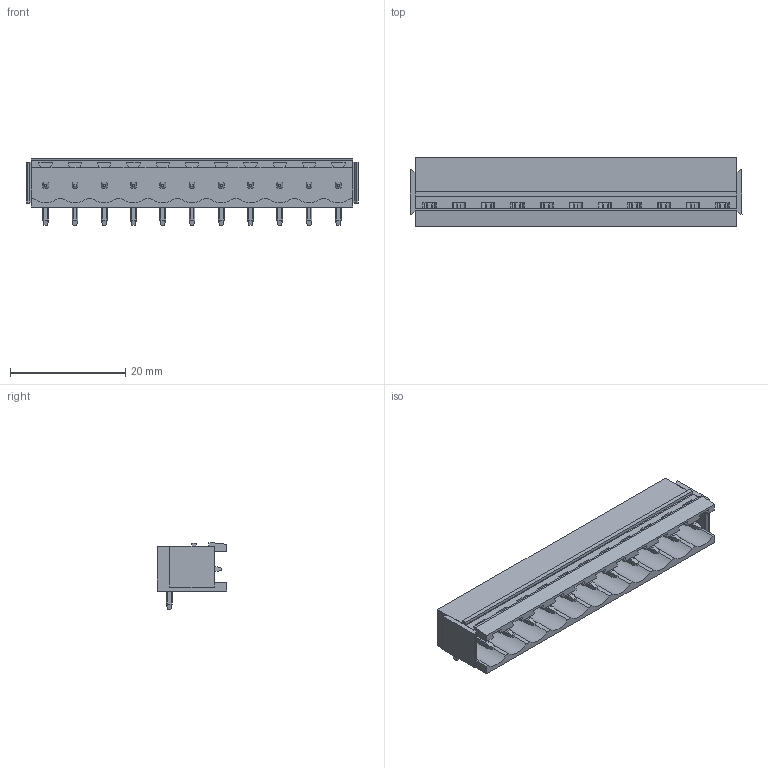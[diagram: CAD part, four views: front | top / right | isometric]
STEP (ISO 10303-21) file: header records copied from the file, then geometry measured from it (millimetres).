
FILE_DESCRIPTION(('CATIA V5 STEP Exchange','CAx-IF Rec.Pracs.--- Model Styling and Organization---1.2---2011-12-15'),'2;1');
FILE_NAME ('D1449413_0', '2018-10-27T09:28:47+00:00', ('none'), ('Weidmueller'), 'CATIA Version 5-6 Release 2014', 'CATIA V5 STEP AP214', 'none');
FILE_SCHEMA(('AUTOMOTIVE_DESIGN { 1 0 10303 214 1 1 1 1 }'));
Length unit declared in the file: millimetre
Products named in the file (1): 1155680000
Bounding box: 57.64 x 12 x 11.63 mm (x, y, z)
Volume: 2637.3 mm3; surface area: 4483.8 mm2
Topology: 12 solids, 12 shells, 575 faces, 1597 edges, 1024 vertices
Faces by surface type: plane 386, cylinder 189
Entity records: 16796 total; most frequent: CARTESIAN_POINT 3766, ORIENTED_EDGE 3194, DIRECTION 1823, EDGE_CURVE 1591, VECTOR 1125, LINE 1125, VERTEX_POINT 1016, EDGE_LOOP 597
